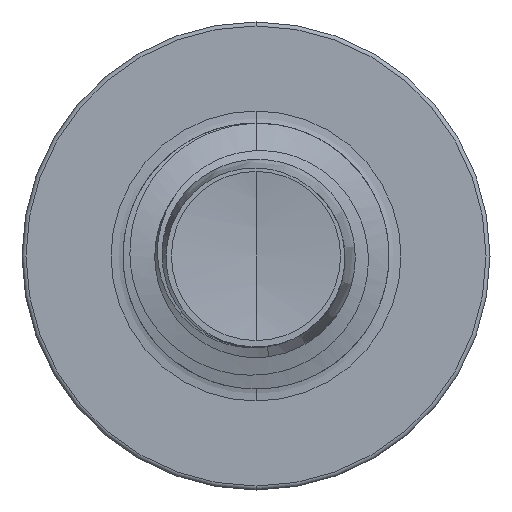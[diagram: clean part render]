
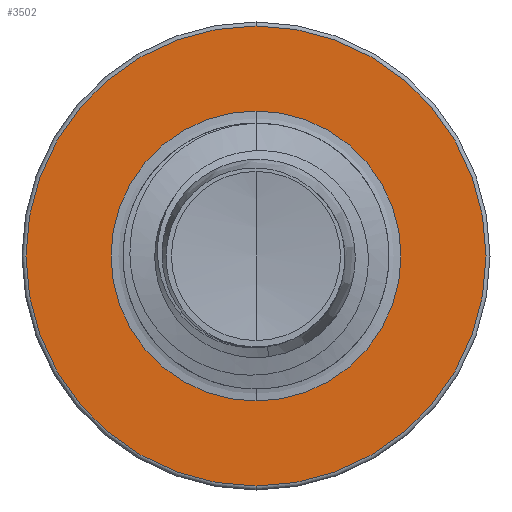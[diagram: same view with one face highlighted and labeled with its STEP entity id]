
A CAD part, front view. The second image highlights one B-rep face of the part: STEP entity #3502.
In plain terms, the highlighted planar face has unit normal (0, -1, 0).
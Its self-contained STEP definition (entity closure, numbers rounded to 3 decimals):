
#58 = AXIS2_PLACEMENT_3D ( 'NONE', #12373, #14390, #7818 ) ;
#406 = AXIS2_PLACEMENT_3D ( 'NONE', #11056, #3721, #12068 ) ;
#555 = CARTESIAN_POINT ( 'NONE',  ( 0., 4., -1.363 ) ) ;
#617 = CIRCLE ( 'NONE', #406, 2.163 ) ;
#1709 = CARTESIAN_POINT ( 'NONE',  ( 0., 4., 0. ) ) ;
#2728 = VERTEX_POINT ( 'NONE', #555 ) ;
#2887 = EDGE_CURVE ( 'NONE', #9970, #11921, #617, .T. ) ;
#2942 = CARTESIAN_POINT ( 'NONE',  ( 0., 4., -2.162 ) ) ;
#3168 = ORIENTED_EDGE ( 'NONE', *, *, #2887, .F. ) ;
#3205 = DIRECTION ( 'NONE',  ( 0., 0., 1. ) ) ;
#3502 = ADVANCED_FACE ( 'NONE', ( #9484, #12625 ), #9050, .F. ) ;
#3586 = ORIENTED_EDGE ( 'NONE', *, *, #7821, .T. ) ;
#3721 = DIRECTION ( 'NONE',  ( 0., 1., 0. ) ) ;
#6076 = EDGE_CURVE ( 'NONE', #11591, #2728, #9283, .T. ) ;
#6096 = EDGE_CURVE ( 'NONE', #11921, #9970, #13582, .T. ) ;
#6888 = CARTESIAN_POINT ( 'NONE',  ( 0., 4., 0. ) ) ;
#7432 = CARTESIAN_POINT ( 'NONE',  ( 0., 4., 0. ) ) ;
#7818 = DIRECTION ( 'NONE',  ( 0., 0., 1. ) ) ;
#7821 = EDGE_CURVE ( 'NONE', #2728, #11591, #10239, .T. ) ;
#8203 = DIRECTION ( 'NONE',  ( 0., 0., 1. ) ) ;
#8741 = DIRECTION ( 'NONE',  ( 0., 0., 1. ) ) ;
#9050 = PLANE ( 'NONE',  #58 ) ;
#9283 = CIRCLE ( 'NONE', #9716, 1.363 ) ;
#9484 = FACE_OUTER_BOUND ( 'NONE', #12381, .T. ) ;
#9716 = AXIS2_PLACEMENT_3D ( 'NONE', #1709, #10663, #3205 ) ;
#9970 = VERTEX_POINT ( 'NONE', #11217 ) ;
#10239 = CIRCLE ( 'NONE', #15199, 1.363 ) ;
#10663 = DIRECTION ( 'NONE',  ( 0., 1., 0. ) ) ;
#11056 = CARTESIAN_POINT ( 'NONE',  ( 0., 4., 0. ) ) ;
#11217 = CARTESIAN_POINT ( 'NONE',  ( 0., 4., 2.163 ) ) ;
#11591 = VERTEX_POINT ( 'NONE', #12363 ) ;
#11921 = VERTEX_POINT ( 'NONE', #2942 ) ;
#12068 = DIRECTION ( 'NONE',  ( 0., 0., 1. ) ) ;
#12363 = CARTESIAN_POINT ( 'NONE',  ( 0., 4., 1.363 ) ) ;
#12373 = CARTESIAN_POINT ( 'NONE',  ( 0., 4., -1.363 ) ) ;
#12381 = EDGE_LOOP ( 'NONE', ( #3168, #12607 ) ) ;
#12607 = ORIENTED_EDGE ( 'NONE', *, *, #6096, .F. ) ;
#12625 = FACE_BOUND ( 'NONE', #13188, .T. ) ;
#13188 = EDGE_LOOP ( 'NONE', ( #15354, #3586 ) ) ;
#13211 = AXIS2_PLACEMENT_3D ( 'NONE', #6888, #14704, #8203 ) ;
#13582 = CIRCLE ( 'NONE', #13211, 2.163 ) ;
#14390 = DIRECTION ( 'NONE',  ( 0., 1., 0. ) ) ;
#14704 = DIRECTION ( 'NONE',  ( 0., 1., 0. ) ) ;
#15143 = DIRECTION ( 'NONE',  ( 0., 1., 0. ) ) ;
#15199 = AXIS2_PLACEMENT_3D ( 'NONE', #7432, #15143, #8741 ) ;
#15354 = ORIENTED_EDGE ( 'NONE', *, *, #6076, .T. ) ;
